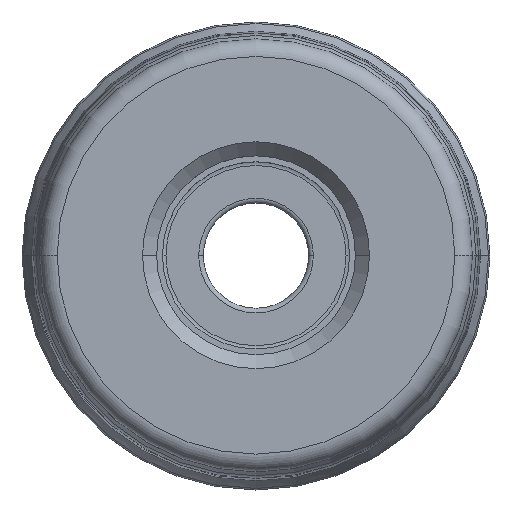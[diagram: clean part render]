
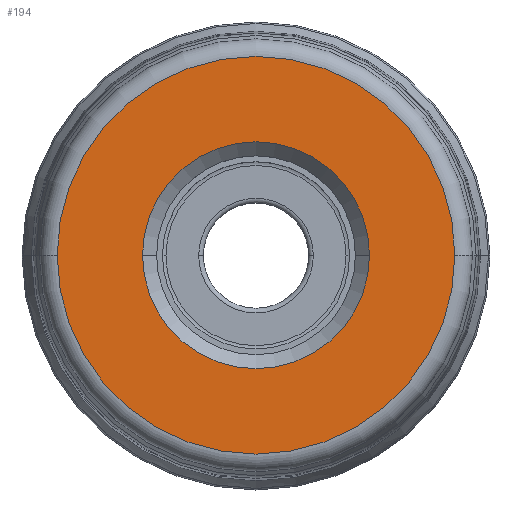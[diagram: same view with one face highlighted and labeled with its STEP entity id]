
A CAD part, top view. The second image highlights one B-rep face of the part: STEP entity #194.
In plain terms, the highlighted planar face has unit normal (0, 0, 1).
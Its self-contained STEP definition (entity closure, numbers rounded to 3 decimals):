
#45=PLANE('',#1741);
#55=FACE_BOUND('',#416,.T.);
#56=FACE_BOUND('',#417,.T.);
#194=ADVANCED_FACE('',(#55,#56),#45,.T.);
#416=EDGE_LOOP('',(#699,#700));
#417=EDGE_LOOP('',(#701,#702,#703));
#699=ORIENTED_EDGE('',*,*,#1083,.F.);
#700=ORIENTED_EDGE('',*,*,#1084,.F.);
#701=ORIENTED_EDGE('',*,*,#1085,.F.);
#702=ORIENTED_EDGE('',*,*,#1086,.F.);
#703=ORIENTED_EDGE('',*,*,#1087,.F.);
#915=VERTEX_POINT('',#4845);
#916=VERTEX_POINT('',#4847);
#917=VERTEX_POINT('',#4852);
#918=VERTEX_POINT('',#4853);
#919=VERTEX_POINT('',#4855);
#1083=EDGE_CURVE('',#916,#915,#1297,.T.);
#1084=EDGE_CURVE('',#915,#916,#1298,.T.);
#1085=EDGE_CURVE('',#917,#918,#1299,.T.);
#1086=EDGE_CURVE('',#919,#917,#1300,.T.);
#1087=EDGE_CURVE('',#918,#919,#1301,.T.);
#1297=CIRCLE('',#1735,17.);
#1298=CIRCLE('',#1737,17.);
#1299=CIRCLE('',#1738,9.7);
#1300=CIRCLE('',#1739,9.7);
#1301=CIRCLE('',#1740,9.7);
#1735=AXIS2_PLACEMENT_3D('',#4848,#2162,#2163);
#1737=AXIS2_PLACEMENT_3D('',#4850,#2166,#2167);
#1738=AXIS2_PLACEMENT_3D('',#4851,#2168,#2169);
#1739=AXIS2_PLACEMENT_3D('',#4854,#2170,#2171);
#1740=AXIS2_PLACEMENT_3D('',#4856,#2172,#2173);
#1741=AXIS2_PLACEMENT_3D('',#4857,#2174,#2175);
#2162=DIRECTION('',(0.,0.,-1.));
#2163=DIRECTION('',(-1.,0.,0.));
#2166=DIRECTION('',(0.,0.,-1.));
#2167=DIRECTION('',(1.,0.,0.));
#2168=DIRECTION('',(0.,0.,1.));
#2169=DIRECTION('',(1.,0.,0.));
#2170=DIRECTION('',(0.,0.,1.));
#2171=DIRECTION('',(0.,-1.,0.));
#2172=DIRECTION('',(0.,0.,1.));
#2173=DIRECTION('',(-1.,0.,0.));
#2174=DIRECTION('',(0.,0.,1.));
#2175=DIRECTION('',(1.,0.,0.));
#4845=CARTESIAN_POINT('',(17.,0.,0.));
#4847=CARTESIAN_POINT('',(-17.,0.,0.));
#4848=CARTESIAN_POINT('',(0.,0.,0.));
#4850=CARTESIAN_POINT('',(0.,0.,0.));
#4851=CARTESIAN_POINT('',(0.,0.,0.));
#4852=CARTESIAN_POINT('',(9.7,0.,0.));
#4853=CARTESIAN_POINT('',(-9.7,0.,0.));
#4854=CARTESIAN_POINT('',(0.,0.,0.));
#4855=CARTESIAN_POINT('',(0.,-9.7,0.));
#4856=CARTESIAN_POINT('',(0.,0.,0.));
#4857=CARTESIAN_POINT('',(0.,0.,0.));
